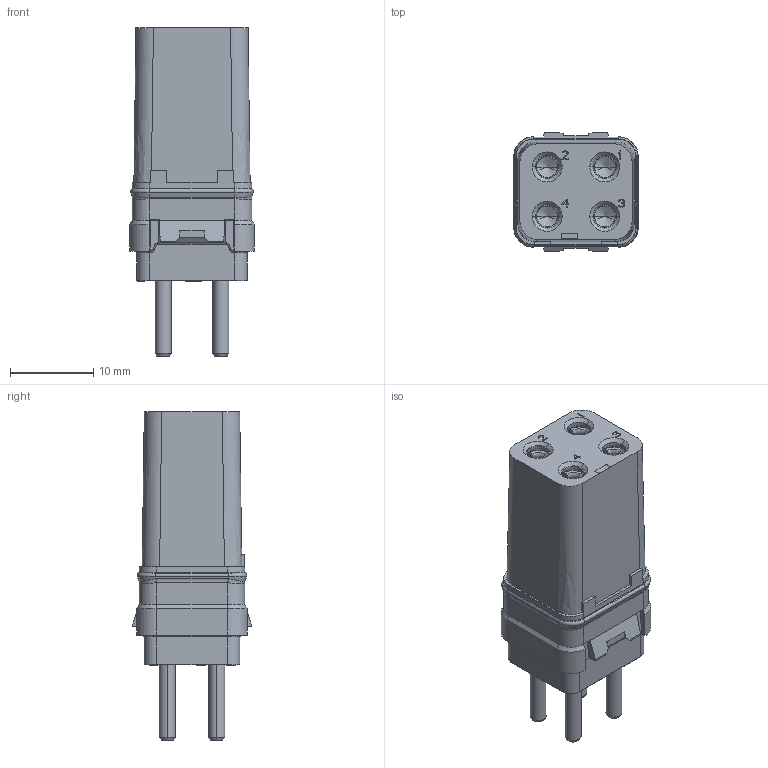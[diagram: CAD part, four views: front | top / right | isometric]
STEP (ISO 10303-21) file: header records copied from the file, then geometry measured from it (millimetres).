
FILE_DESCRIPTION((''),'2;1');
FILE_NAME('SIM3E0412SAP','2020-08-25T',('presta_be4'),(''),'CREO PARAMETRIC BY PTC INC, 2018360','CREO PARAMETRIC BY PTC INC, 2018360','');
FILE_SCHEMA(('CONFIG_CONTROL_DESIGN'));
Length unit declared in the file: millimetre
Products named in the file (1): SIM3E0412SAP
Bounding box: 15 x 14.3 x 39.61 mm (x, y, z)
Volume: 4293.7 mm3; surface area: 5142.4 mm2
Topology: 1 solids, 1 shells, 831 faces, 2160 edges, 1378 vertices
Faces by surface type: plane 467, cylinder 164, cone 100, torus 68, bspline 32
Entity records: 27295 total; most frequent: CARTESIAN_POINT 6810, ORIENTED_EDGE 4304, DIRECTION 4212, EDGE_CURVE 2152, VECTOR 1410, LINE 1410, AXIS2_PLACEMENT_3D 1401, VERTEX_POINT 1378
